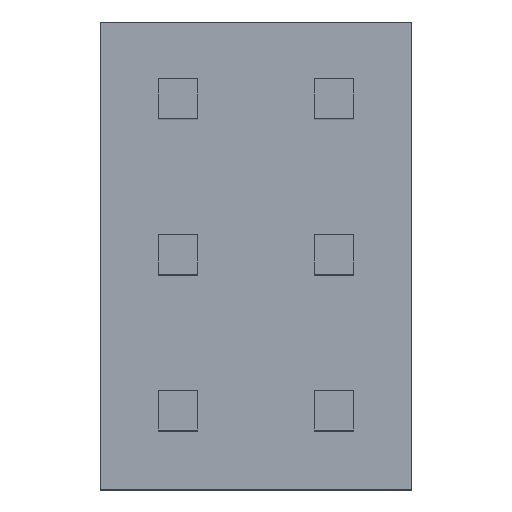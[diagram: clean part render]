
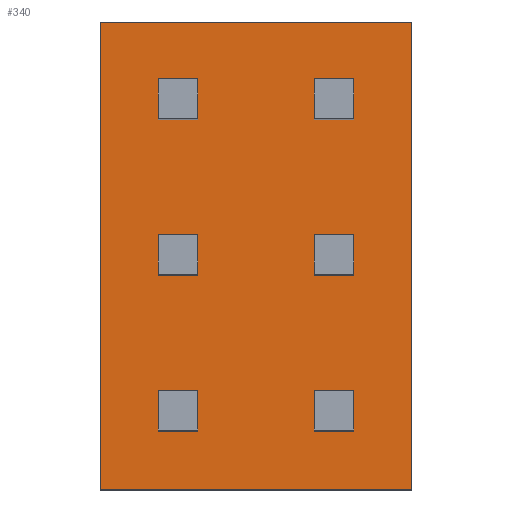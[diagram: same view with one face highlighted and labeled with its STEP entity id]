
A CAD part, top view. The second image highlights one B-rep face of the part: STEP entity #340.
In plain terms, the highlighted planar face has unit normal (0, 0, 1).
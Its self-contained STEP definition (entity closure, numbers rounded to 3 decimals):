
#24 = VERTEX_POINT('',#25);
#25 = CARTESIAN_POINT('',(-1.27,1.27,2.54));
#31 = EDGE_CURVE('',#24,#32,#34,.T.);
#32 = VERTEX_POINT('',#33);
#33 = CARTESIAN_POINT('',(3.81,1.27,2.54));
#34 = LINE('',#35,#36);
#35 = CARTESIAN_POINT('',(-1.27,1.27,2.54));
#36 = VECTOR('',#37,1.);
#37 = DIRECTION('',(1.,0.,0.));
#64 = VERTEX_POINT('',#65);
#65 = CARTESIAN_POINT('',(-1.27,-6.35,2.54));
#71 = EDGE_CURVE('',#64,#24,#72,.T.);
#72 = LINE('',#73,#74);
#73 = CARTESIAN_POINT('',(-1.27,-6.35,2.54));
#74 = VECTOR('',#75,1.);
#75 = DIRECTION('',(0.,1.,0.));
#93 = EDGE_CURVE('',#32,#94,#96,.T.);
#94 = VERTEX_POINT('',#95);
#95 = CARTESIAN_POINT('',(3.81,-6.35,2.54));
#96 = LINE('',#97,#98);
#97 = CARTESIAN_POINT('',(3.81,1.27,2.54));
#98 = VECTOR('',#99,1.);
#99 = DIRECTION('',(0.,-1.,0.));
#340 = ADVANCED_FACE('',(#341,#352,#386,#420,#454,#488,#522),#556,.T.);
#341 = FACE_BOUND('',#342,.T.);
#342 = EDGE_LOOP('',(#343,#344,#345,#351));
#343 = ORIENTED_EDGE('',*,*,#31,.F.);
#344 = ORIENTED_EDGE('',*,*,#71,.F.);
#345 = ORIENTED_EDGE('',*,*,#346,.F.);
#346 = EDGE_CURVE('',#94,#64,#347,.T.);
#347 = LINE('',#348,#349);
#348 = CARTESIAN_POINT('',(3.81,-6.35,2.54));
#349 = VECTOR('',#350,1.);
#350 = DIRECTION('',(-1.,0.,0.));
#351 = ORIENTED_EDGE('',*,*,#93,.F.);
#352 = FACE_BOUND('',#353,.T.);
#353 = EDGE_LOOP('',(#354,#364,#372,#380));
#354 = ORIENTED_EDGE('',*,*,#355,.F.);
#355 = EDGE_CURVE('',#356,#358,#360,.T.);
#356 = VERTEX_POINT('',#357);
#357 = CARTESIAN_POINT('',(0.32,-4.76,2.54));
#358 = VERTEX_POINT('',#359);
#359 = CARTESIAN_POINT('',(-0.32,-4.76,2.54));
#360 = LINE('',#361,#362);
#361 = CARTESIAN_POINT('',(0.475,-4.76,2.54));
#362 = VECTOR('',#363,1.);
#363 = DIRECTION('',(-1.,0.,0.));
#364 = ORIENTED_EDGE('',*,*,#365,.F.);
#365 = EDGE_CURVE('',#366,#356,#368,.T.);
#366 = VERTEX_POINT('',#367);
#367 = CARTESIAN_POINT('',(0.32,-5.4,2.54));
#368 = LINE('',#369,#370);
#369 = CARTESIAN_POINT('',(0.32,-3.65,2.54));
#370 = VECTOR('',#371,1.);
#371 = DIRECTION('',(0.,1.,0.));
#372 = ORIENTED_EDGE('',*,*,#373,.F.);
#373 = EDGE_CURVE('',#374,#366,#376,.T.);
#374 = VERTEX_POINT('',#375);
#375 = CARTESIAN_POINT('',(-0.32,-5.4,2.54));
#376 = LINE('',#377,#378);
#377 = CARTESIAN_POINT('',(0.795,-5.4,2.54));
#378 = VECTOR('',#379,1.);
#379 = DIRECTION('',(1.,0.,-0.));
#380 = ORIENTED_EDGE('',*,*,#381,.F.);
#381 = EDGE_CURVE('',#358,#374,#382,.T.);
#382 = LINE('',#383,#384);
#383 = CARTESIAN_POINT('',(-0.32,-3.97,2.54));
#384 = VECTOR('',#385,1.);
#385 = DIRECTION('',(0.,-1.,0.));
#386 = FACE_BOUND('',#387,.T.);
#387 = EDGE_LOOP('',(#388,#398,#406,#414));
#388 = ORIENTED_EDGE('',*,*,#389,.F.);
#389 = EDGE_CURVE('',#390,#392,#394,.T.);
#390 = VERTEX_POINT('',#391);
#391 = CARTESIAN_POINT('',(2.86,-4.76,2.54));
#392 = VERTEX_POINT('',#393);
#393 = CARTESIAN_POINT('',(2.22,-4.76,2.54));
#394 = LINE('',#395,#396);
#395 = CARTESIAN_POINT('',(1.745,-4.76,2.54));
#396 = VECTOR('',#397,1.);
#397 = DIRECTION('',(-1.,0.,0.));
#398 = ORIENTED_EDGE('',*,*,#399,.F.);
#399 = EDGE_CURVE('',#400,#390,#402,.T.);
#400 = VERTEX_POINT('',#401);
#401 = CARTESIAN_POINT('',(2.86,-5.4,2.54));
#402 = LINE('',#403,#404);
#403 = CARTESIAN_POINT('',(2.86,-3.65,2.54));
#404 = VECTOR('',#405,1.);
#405 = DIRECTION('',(0.,1.,0.));
#406 = ORIENTED_EDGE('',*,*,#407,.F.);
#407 = EDGE_CURVE('',#408,#400,#410,.T.);
#408 = VERTEX_POINT('',#409);
#409 = CARTESIAN_POINT('',(2.22,-5.4,2.54));
#410 = LINE('',#411,#412);
#411 = CARTESIAN_POINT('',(2.065,-5.4,2.54));
#412 = VECTOR('',#413,1.);
#413 = DIRECTION('',(1.,0.,-0.));
#414 = ORIENTED_EDGE('',*,*,#415,.F.);
#415 = EDGE_CURVE('',#392,#408,#416,.T.);
#416 = LINE('',#417,#418);
#417 = CARTESIAN_POINT('',(2.22,-3.97,2.54));
#418 = VECTOR('',#419,1.);
#419 = DIRECTION('',(0.,-1.,0.));
#420 = FACE_BOUND('',#421,.T.);
#421 = EDGE_LOOP('',(#422,#432,#440,#448));
#422 = ORIENTED_EDGE('',*,*,#423,.F.);
#423 = EDGE_CURVE('',#424,#426,#428,.T.);
#424 = VERTEX_POINT('',#425);
#425 = CARTESIAN_POINT('',(0.32,-2.22,2.54));
#426 = VERTEX_POINT('',#427);
#427 = CARTESIAN_POINT('',(-0.32,-2.22,2.54));
#428 = LINE('',#429,#430);
#429 = CARTESIAN_POINT('',(0.475,-2.22,2.54));
#430 = VECTOR('',#431,1.);
#431 = DIRECTION('',(-1.,0.,0.));
#432 = ORIENTED_EDGE('',*,*,#433,.F.);
#433 = EDGE_CURVE('',#434,#424,#436,.T.);
#434 = VERTEX_POINT('',#435);
#435 = CARTESIAN_POINT('',(0.32,-2.86,2.54));
#436 = LINE('',#437,#438);
#437 = CARTESIAN_POINT('',(0.32,-2.38,2.54));
#438 = VECTOR('',#439,1.);
#439 = DIRECTION('',(0.,1.,0.));
#440 = ORIENTED_EDGE('',*,*,#441,.F.);
#441 = EDGE_CURVE('',#442,#434,#444,.T.);
#442 = VERTEX_POINT('',#443);
#443 = CARTESIAN_POINT('',(-0.32,-2.86,2.54));
#444 = LINE('',#445,#446);
#445 = CARTESIAN_POINT('',(0.795,-2.86,2.54));
#446 = VECTOR('',#447,1.);
#447 = DIRECTION('',(1.,0.,-0.));
#448 = ORIENTED_EDGE('',*,*,#449,.F.);
#449 = EDGE_CURVE('',#426,#442,#450,.T.);
#450 = LINE('',#451,#452);
#451 = CARTESIAN_POINT('',(-0.32,-2.7,2.54));
#452 = VECTOR('',#453,1.);
#453 = DIRECTION('',(0.,-1.,0.));
#454 = FACE_BOUND('',#455,.T.);
#455 = EDGE_LOOP('',(#456,#466,#474,#482));
#456 = ORIENTED_EDGE('',*,*,#457,.F.);
#457 = EDGE_CURVE('',#458,#460,#462,.T.);
#458 = VERTEX_POINT('',#459);
#459 = CARTESIAN_POINT('',(0.32,0.32,2.54));
#460 = VERTEX_POINT('',#461);
#461 = CARTESIAN_POINT('',(-0.32,0.32,2.54));
#462 = LINE('',#463,#464);
#463 = CARTESIAN_POINT('',(0.475,0.32,2.54));
#464 = VECTOR('',#465,1.);
#465 = DIRECTION('',(-1.,0.,0.));
#466 = ORIENTED_EDGE('',*,*,#467,.F.);
#467 = EDGE_CURVE('',#468,#458,#470,.T.);
#468 = VERTEX_POINT('',#469);
#469 = CARTESIAN_POINT('',(0.32,-0.32,2.54));
#470 = LINE('',#471,#472);
#471 = CARTESIAN_POINT('',(0.32,-1.11,2.54));
#472 = VECTOR('',#473,1.);
#473 = DIRECTION('',(0.,1.,0.));
#474 = ORIENTED_EDGE('',*,*,#475,.F.);
#475 = EDGE_CURVE('',#476,#468,#478,.T.);
#476 = VERTEX_POINT('',#477);
#477 = CARTESIAN_POINT('',(-0.32,-0.32,2.54));
#478 = LINE('',#479,#480);
#479 = CARTESIAN_POINT('',(0.795,-0.32,2.54));
#480 = VECTOR('',#481,1.);
#481 = DIRECTION('',(1.,0.,0.));
#482 = ORIENTED_EDGE('',*,*,#483,.F.);
#483 = EDGE_CURVE('',#460,#476,#484,.T.);
#484 = LINE('',#485,#486);
#485 = CARTESIAN_POINT('',(-0.32,-1.43,2.54));
#486 = VECTOR('',#487,1.);
#487 = DIRECTION('',(0.,-1.,0.));
#488 = FACE_BOUND('',#489,.T.);
#489 = EDGE_LOOP('',(#490,#500,#508,#516));
#490 = ORIENTED_EDGE('',*,*,#491,.F.);
#491 = EDGE_CURVE('',#492,#494,#496,.T.);
#492 = VERTEX_POINT('',#493);
#493 = CARTESIAN_POINT('',(2.86,-2.22,2.54));
#494 = VERTEX_POINT('',#495);
#495 = CARTESIAN_POINT('',(2.22,-2.22,2.54));
#496 = LINE('',#497,#498);
#497 = CARTESIAN_POINT('',(1.745,-2.22,2.54));
#498 = VECTOR('',#499,1.);
#499 = DIRECTION('',(-1.,0.,0.));
#500 = ORIENTED_EDGE('',*,*,#501,.F.);
#501 = EDGE_CURVE('',#502,#492,#504,.T.);
#502 = VERTEX_POINT('',#503);
#503 = CARTESIAN_POINT('',(2.86,-2.86,2.54));
#504 = LINE('',#505,#506);
#505 = CARTESIAN_POINT('',(2.86,-2.38,2.54));
#506 = VECTOR('',#507,1.);
#507 = DIRECTION('',(0.,1.,0.));
#508 = ORIENTED_EDGE('',*,*,#509,.F.);
#509 = EDGE_CURVE('',#510,#502,#512,.T.);
#510 = VERTEX_POINT('',#511);
#511 = CARTESIAN_POINT('',(2.22,-2.86,2.54));
#512 = LINE('',#513,#514);
#513 = CARTESIAN_POINT('',(2.065,-2.86,2.54));
#514 = VECTOR('',#515,1.);
#515 = DIRECTION('',(1.,0.,-0.));
#516 = ORIENTED_EDGE('',*,*,#517,.F.);
#517 = EDGE_CURVE('',#494,#510,#518,.T.);
#518 = LINE('',#519,#520);
#519 = CARTESIAN_POINT('',(2.22,-2.7,2.54));
#520 = VECTOR('',#521,1.);
#521 = DIRECTION('',(0.,-1.,0.));
#522 = FACE_BOUND('',#523,.T.);
#523 = EDGE_LOOP('',(#524,#534,#542,#550));
#524 = ORIENTED_EDGE('',*,*,#525,.F.);
#525 = EDGE_CURVE('',#526,#528,#530,.T.);
#526 = VERTEX_POINT('',#527);
#527 = CARTESIAN_POINT('',(2.86,0.32,2.54));
#528 = VERTEX_POINT('',#529);
#529 = CARTESIAN_POINT('',(2.22,0.32,2.54));
#530 = LINE('',#531,#532);
#531 = CARTESIAN_POINT('',(1.745,0.32,2.54));
#532 = VECTOR('',#533,1.);
#533 = DIRECTION('',(-1.,0.,0.));
#534 = ORIENTED_EDGE('',*,*,#535,.F.);
#535 = EDGE_CURVE('',#536,#526,#538,.T.);
#536 = VERTEX_POINT('',#537);
#537 = CARTESIAN_POINT('',(2.86,-0.32,2.54));
#538 = LINE('',#539,#540);
#539 = CARTESIAN_POINT('',(2.86,-1.11,2.54));
#540 = VECTOR('',#541,1.);
#541 = DIRECTION('',(0.,1.,0.));
#542 = ORIENTED_EDGE('',*,*,#543,.F.);
#543 = EDGE_CURVE('',#544,#536,#546,.T.);
#544 = VERTEX_POINT('',#545);
#545 = CARTESIAN_POINT('',(2.22,-0.32,2.54));
#546 = LINE('',#547,#548);
#547 = CARTESIAN_POINT('',(2.065,-0.32,2.54));
#548 = VECTOR('',#549,1.);
#549 = DIRECTION('',(1.,0.,-0.));
#550 = ORIENTED_EDGE('',*,*,#551,.F.);
#551 = EDGE_CURVE('',#528,#544,#552,.T.);
#552 = LINE('',#553,#554);
#553 = CARTESIAN_POINT('',(2.22,-1.43,2.54));
#554 = VECTOR('',#555,1.);
#555 = DIRECTION('',(0.,-1.,0.));
#556 = PLANE('',#557);
#557 = AXIS2_PLACEMENT_3D('',#558,#559,#560);
#558 = CARTESIAN_POINT('',(1.27,-2.54,2.54));
#559 = DIRECTION('',(0.,0.,1.));
#560 = DIRECTION('',(1.,0.,0.));
